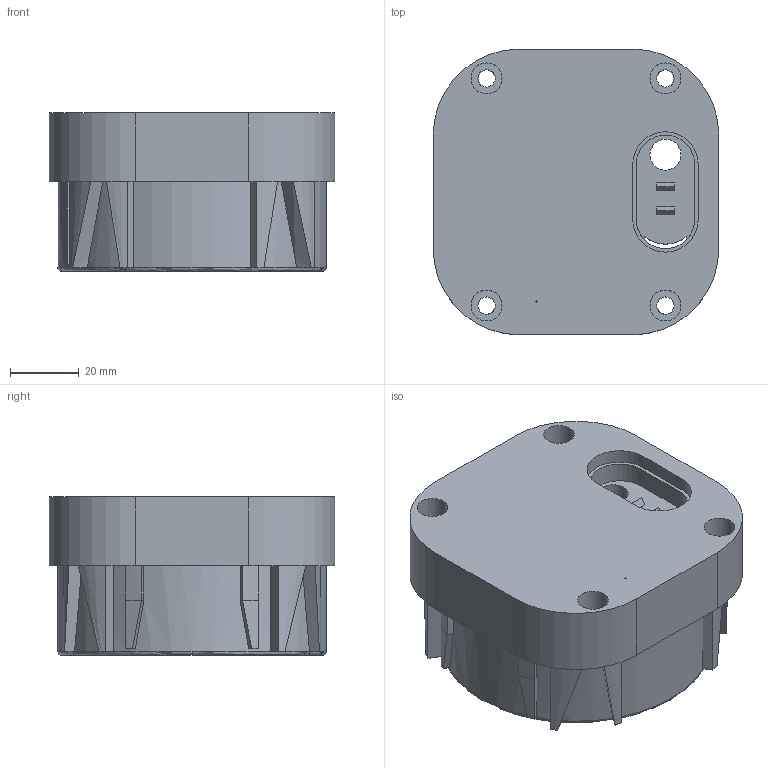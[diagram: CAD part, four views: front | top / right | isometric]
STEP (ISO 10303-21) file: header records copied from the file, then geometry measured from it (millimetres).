
FILE_DESCRIPTION (( 'STEP AP203' ), '1' );
FILE_NAME ('fond_Défaut_sldprt.STEP', '2016-04-22T08:44:41', ( '' ), ( '' ), 'SwSTEP 2.0', 'SolidWorks 2014', '' );
FILE_SCHEMA (( 'CONFIG_CONTROL_DESIGN' ));
Length unit declared in the file: millimetre
Products named in the file (1): fond_Défaut_sldprt
Bounding box: 83 x 83 x 46 mm (x, y, z)
Volume: 113013.6 mm3; surface area: 44207.2 mm2
Topology: 1 solids, 1 shells, 193 faces, 510 edges, 325 vertices
Faces by surface type: plane 94, cylinder 48, cone 20, bspline 19, torus 12
Entity records: 6290 total; most frequent: CARTESIAN_POINT 1377, DIRECTION 1037, ORIENTED_EDGE 1020, EDGE_CURVE 510, AXIS2_PLACEMENT_3D 397, VERTEX_POINT 325, LINE 243, VECTOR 243
